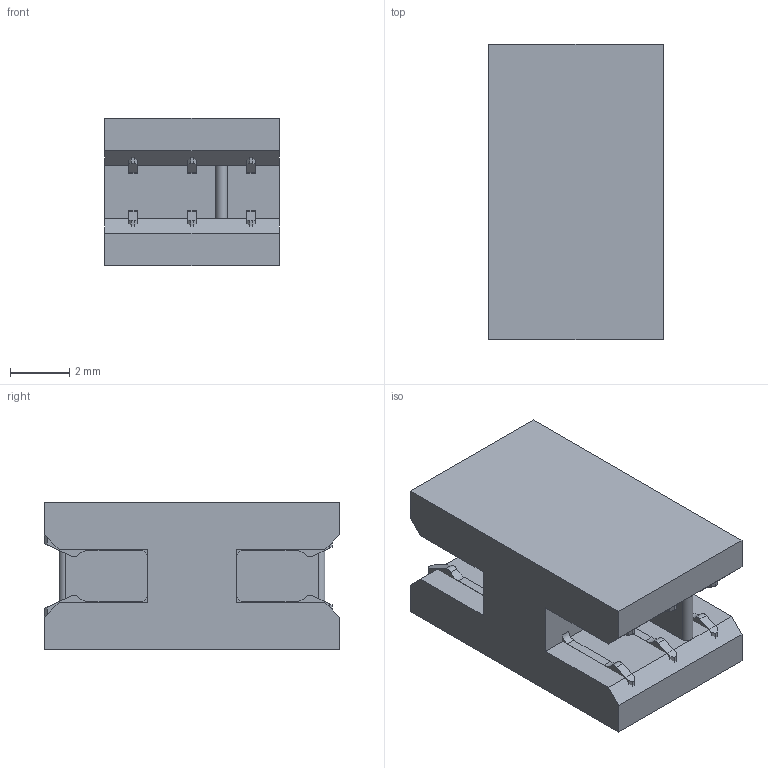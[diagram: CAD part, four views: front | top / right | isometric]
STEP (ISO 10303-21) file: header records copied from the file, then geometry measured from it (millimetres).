
FILE_DESCRIPTION(/* description */ ('STEP AP242','CAx-IF Rec.Pracs.---Representation and Presentation of Product Manufacturing Information (PMI)---4.0---2014-10-13','CAx-IF Rec.Pracs.---3D Tessellated Geometry---0.4---2014-09-14','2;1'),/* implementation_level */ '2;1');
FILE_NAME(/* name */ '009159006061911',/* time_stamp */ '2025-12-28T08:12:12+01:00',/* author */ ('License CC BY-ND 4.0'),/* organization */ ('CADENAS'),/* preprocessor_version */ 'ST-DEVELOPER v20',/* originating_system */ 'PARTsolutions',/* authorisation */ ' ');
FILE_SCHEMA (('AP242_MANAGED_MODEL_BASED_3D_ENGINEERING_MIM_LF { 1 0 10303 442 1 1 4 }'));
Length unit declared in the file: millimetre
Products named in the file (3): 009159006061911; 00-9159-006-0-61-9-1-1-b; 00-9159-006-0-61-9-1-1-c
Assembly tree (2 placements, depth 2):
  009159006061911
    00-9159-006-0-61-9-1-1-b
    00-9159-006-0-61-9-1-1-c
Bounding box: 5.9 x 10 x 5 mm (x, y, z)
Volume: 264.2 mm3; surface area: 489.5 mm2
Topology: 2 solids, 2 shells, 164 faces, 476 edges, 316 vertices
Faces by surface type: plane 125, cylinder 39
Entity records: 5438 total; most frequent: CARTESIAN_POINT 959, ORIENTED_EDGE 952, DIRECTION 892, EDGE_CURVE 476, LINE 394, VECTOR 394, VERTEX_POINT 316, AXIS2_PLACEMENT_3D 249
